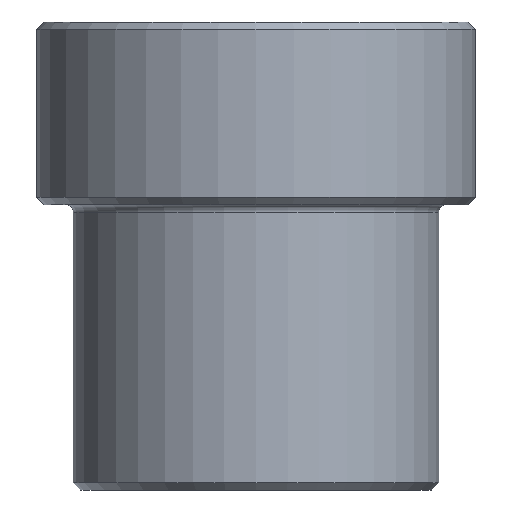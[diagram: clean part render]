
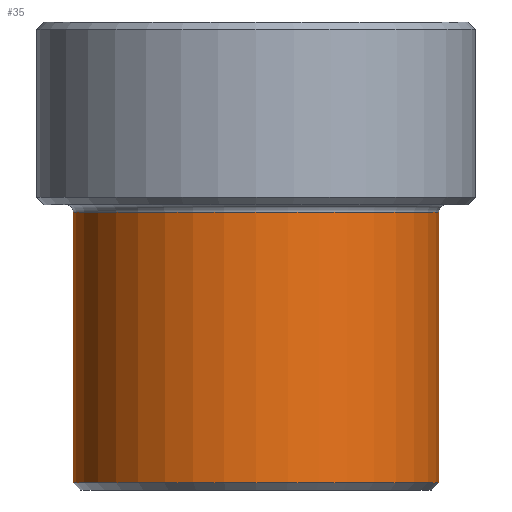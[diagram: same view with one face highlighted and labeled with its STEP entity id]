
A CAD part, front view. The second image highlights one B-rep face of the part: STEP entity #35.
In plain terms, the highlighted cylindrical face has radius 7.5 mm (diameter 15 mm), a partial arc.
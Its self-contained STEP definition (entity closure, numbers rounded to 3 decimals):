
#4 = EDGE_CURVE ( 'NONE', #578, #5, #442, .T. ) ;
#5 = VERTEX_POINT ( 'NONE', #100 ) ;
#26 = VECTOR ( 'NONE', #625, 1000. ) ;
#31 = EDGE_LOOP ( 'NONE', ( #149, #159, #394, #190 ) ) ;
#35 = ADVANCED_FACE ( 'NONE', ( #390 ), #590, .T. ) ;
#41 = CARTESIAN_POINT ( 'NONE',  ( 0., 0., 11.4 ) ) ;
#45 = DIRECTION ( 'NONE',  ( 0., 0., -1. ) ) ;
#65 = CARTESIAN_POINT ( 'NONE',  ( 7.5, 0., 11.4 ) ) ;
#71 = DIRECTION ( 'NONE',  ( 1., 0., 0. ) ) ;
#100 = CARTESIAN_POINT ( 'NONE',  ( 7.5, 0., 0.3 ) ) ;
#105 = VERTEX_POINT ( 'NONE', #121 ) ;
#121 = CARTESIAN_POINT ( 'NONE',  ( -7.5, 0., 11.4 ) ) ;
#149 = ORIENTED_EDGE ( 'NONE', *, *, #447, .F. ) ;
#152 = DIRECTION ( 'NONE',  ( 0., 0., 1. ) ) ;
#159 = ORIENTED_EDGE ( 'NONE', *, *, #4, .T. ) ;
#179 = VERTEX_POINT ( 'NONE', #65 ) ;
#190 = ORIENTED_EDGE ( 'NONE', *, *, #199, .T. ) ;
#199 = EDGE_CURVE ( 'NONE', #179, #105, #223, .T. ) ;
#223 = CIRCLE ( 'NONE', #358, 7.5 ) ;
#224 = EDGE_CURVE ( 'NONE', #5, #179, #567, .T. ) ;
#252 = CARTESIAN_POINT ( 'NONE',  ( 0., 0., 73.181 ) ) ;
#303 = LINE ( 'NONE', #561, #367 ) ;
#319 = CARTESIAN_POINT ( 'NONE',  ( 7.5, 0., 73.181 ) ) ;
#337 = CARTESIAN_POINT ( 'NONE',  ( 0., 0., 0.3 ) ) ;
#358 = AXIS2_PLACEMENT_3D ( 'NONE', #41, #45, #573 ) ;
#363 = DIRECTION ( 'NONE',  ( 0., 0., 1. ) ) ;
#367 = VECTOR ( 'NONE', #363, 1000. ) ;
#390 = FACE_OUTER_BOUND ( 'NONE', #31, .T. ) ;
#394 = ORIENTED_EDGE ( 'NONE', *, *, #224, .T. ) ;
#397 = AXIS2_PLACEMENT_3D ( 'NONE', #252, #506, #71 ) ;
#442 = CIRCLE ( 'NONE', #452, 7.5 ) ;
#447 = EDGE_CURVE ( 'NONE', #578, #105, #303, .T. ) ;
#452 = AXIS2_PLACEMENT_3D ( 'NONE', #337, #152, #533 ) ;
#506 = DIRECTION ( 'NONE',  ( 0., 0., 1. ) ) ;
#533 = DIRECTION ( 'NONE',  ( 1., 0., 0. ) ) ;
#561 = CARTESIAN_POINT ( 'NONE',  ( -7.5, 0., 73.181 ) ) ;
#567 = LINE ( 'NONE', #319, #26 ) ;
#573 = DIRECTION ( 'NONE',  ( 1., 0., 0. ) ) ;
#578 = VERTEX_POINT ( 'NONE', #609 ) ;
#590 = CYLINDRICAL_SURFACE ( 'NONE', #397, 7.5 ) ;
#609 = CARTESIAN_POINT ( 'NONE',  ( -7.5, 0., 0.3 ) ) ;
#625 = DIRECTION ( 'NONE',  ( 0., 0., 1. ) ) ;
